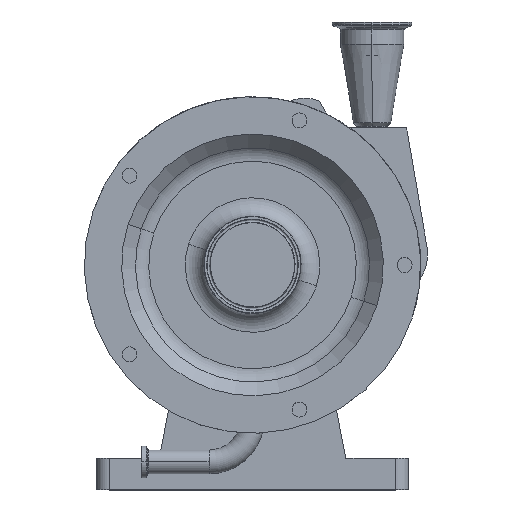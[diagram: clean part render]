
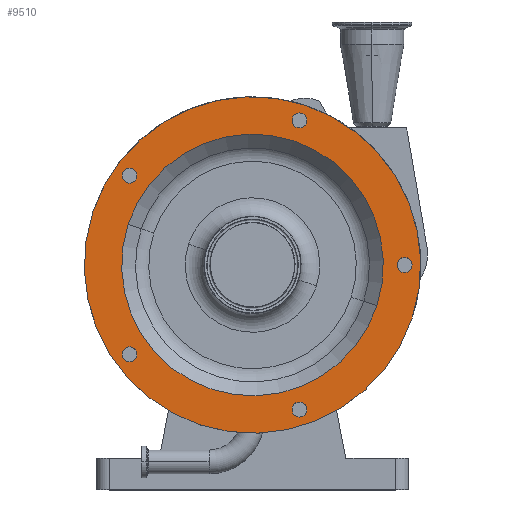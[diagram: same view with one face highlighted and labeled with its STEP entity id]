
A CAD part, top view. The second image highlights one B-rep face of the part: STEP entity #9510.
In plain terms, the highlighted planar face has unit normal (0, 0, 1).
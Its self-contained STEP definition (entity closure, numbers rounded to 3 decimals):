
#45 = EDGE_CURVE ( 'NONE', #7885, #7887, #8296, .T. ) ;
#602 = VERTEX_POINT ( 'NONE', #2676 ) ;
#753 = VERTEX_POINT ( 'NONE', #5018 ) ;
#773 = EDGE_CURVE ( 'NONE', #602, #753, #5038, .T. ) ;
#1613 = AXIS2_PLACEMENT_3D ( 'NONE', #1627, #1631, #1630 ) ;
#1614 = CIRCLE ( 'NONE', #1613, 6. ) ;
#1615 = CARTESIAN_POINT ( 'NONE',  ( -95.173, -76.564, 200. ) ) ;
#1627 = CARTESIAN_POINT ( 'NONE',  ( 122., 0., 200. ) ) ;
#1630 = DIRECTION ( 'NONE',  ( 0., -1., 0. ) ) ;
#1631 = DIRECTION ( 'NONE',  ( 0., 0., 1. ) ) ;
#2224 = AXIS2_PLACEMENT_3D ( 'NONE', #2231, #2238, #2272 ) ;
#2231 = CARTESIAN_POINT ( 'NONE',  ( -98.7, -71.71, 200. ) ) ;
#2238 = DIRECTION ( 'NONE',  ( 0., 0., 1. ) ) ;
#2239 = CIRCLE ( 'NONE', #2224, 6. ) ;
#2246 = CARTESIAN_POINT ( 'NONE',  ( -102.227, -66.856, 200. ) ) ;
#2270 = CARTESIAN_POINT ( 'NONE',  ( 122., 6., 200. ) ) ;
#2272 = DIRECTION ( 'NONE',  ( -0.588, 0.809, 0. ) ) ;
#2285 = CARTESIAN_POINT ( 'NONE',  ( 31.994, -117.883, 200. ) ) ;
#2297 = CARTESIAN_POINT ( 'NONE',  ( 122., -6., 200. ) ) ;
#2390 = AXIS2_PLACEMENT_3D ( 'NONE', #2408, #2409, #2407 ) ;
#2395 = CIRCLE ( 'NONE', #2390, 6. ) ;
#2407 = DIRECTION ( 'NONE',  ( 0.951, -0.309, 0. ) ) ;
#2408 = CARTESIAN_POINT ( 'NONE',  ( 37.7, 116.029, 200. ) ) ;
#2409 = DIRECTION ( 'NONE',  ( 0., 0., 1. ) ) ;
#2455 = CARTESIAN_POINT ( 'NONE',  ( -95.173, 76.564, 200. ) ) ;
#2485 = CARTESIAN_POINT ( 'NONE',  ( 43.406, -114.175, 200. ) ) ;
#2487 = DIRECTION ( 'NONE',  ( -0.951, -0.309, 0. ) ) ;
#2488 = DIRECTION ( 'NONE',  ( 0., 0., 1. ) ) ;
#2489 = CARTESIAN_POINT ( 'NONE',  ( 37.7, -116.029, 200. ) ) ;
#2490 = AXIS2_PLACEMENT_3D ( 'NONE', #2489, #2488, #2487 ) ;
#2500 = CIRCLE ( 'NONE', #2490, 6. ) ;
#2631 = CARTESIAN_POINT ( 'NONE',  ( 31.994, 117.883, 200. ) ) ;
#2644 = CARTESIAN_POINT ( 'NONE',  ( 43.406, 114.175, 200. ) ) ;
#2650 = CIRCLE ( 'NONE', #2687, 105. ) ;
#2676 = CARTESIAN_POINT ( 'NONE',  ( -99.861, 32.447, 200. ) ) ;
#2686 = CARTESIAN_POINT ( 'NONE',  ( 0., 0., 200. ) ) ;
#2687 = AXIS2_PLACEMENT_3D ( 'NONE', #2686, #2711, #2695 ) ;
#2695 = DIRECTION ( 'NONE',  ( 0.951, -0.309, 0. ) ) ;
#2711 = DIRECTION ( 'NONE',  ( 0., 0., 1. ) ) ;
#2733 = CARTESIAN_POINT ( 'NONE',  ( -102.227, 66.856, 200. ) ) ;
#3290 = DIRECTION ( 'NONE',  ( 0.588, 0.809, 0. ) ) ;
#3291 = DIRECTION ( 'NONE',  ( 0., 0., 1. ) ) ;
#3292 = AXIS2_PLACEMENT_3D ( 'NONE', #3301, #3291, #3290 ) ;
#3293 = CIRCLE ( 'NONE', #3292, 6. ) ;
#3301 = CARTESIAN_POINT ( 'NONE',  ( -98.7, 71.71, 200. ) ) ;
#4150 = AXIS2_PLACEMENT_3D ( 'NONE', #4201, #4200, #4199 ) ;
#4157 = CIRCLE ( 'NONE', #4150, 6. ) ;
#4183 = DIRECTION ( 'NONE',  ( 0., 0., -1. ) ) ;
#4184 = CARTESIAN_POINT ( 'NONE',  ( 12.052, 37.091, 200. ) ) ;
#4199 = DIRECTION ( 'NONE',  ( -0.588, 0.809, 0. ) ) ;
#4200 = DIRECTION ( 'NONE',  ( 0., 0., 1. ) ) ;
#4201 = CARTESIAN_POINT ( 'NONE',  ( -98.7, -71.71, 200. ) ) ;
#4214 = DIRECTION ( 'NONE',  ( 0., -1., 0. ) ) ;
#4215 = DIRECTION ( 'NONE',  ( 0., 0., 1. ) ) ;
#4216 = AXIS2_PLACEMENT_3D ( 'NONE', #4230, #4215, #4214 ) ;
#4220 = DIRECTION ( 'NONE',  ( -0.951, 0.309, 0. ) ) ;
#4223 = CIRCLE ( 'NONE', #4216, 6. ) ;
#4225 = PLANE ( 'NONE',  #4233 ) ;
#4226 = FACE_BOUND ( 'NONE', #9579, .T. ) ;
#4227 = FACE_OUTER_BOUND ( 'NONE', #9532, .T. ) ;
#4230 = CARTESIAN_POINT ( 'NONE',  ( 122., 0., 200. ) ) ;
#4231 = FACE_BOUND ( 'NONE', #9572, .T. ) ;
#4232 = FACE_BOUND ( 'NONE', #9567, .T. ) ;
#4233 = AXIS2_PLACEMENT_3D ( 'NONE', #4184, #4183, #4220 ) ;
#4235 = FACE_BOUND ( 'NONE', #9577, .T. ) ;
#4236 = FACE_BOUND ( 'NONE', #9571, .T. ) ;
#4242 = FACE_BOUND ( 'NONE', #9553, .T. ) ;
#4261 = DIRECTION ( 'NONE',  ( -0.951, -0.309, 0. ) ) ;
#4262 = DIRECTION ( 'NONE',  ( 0., 0., 1. ) ) ;
#4263 = CARTESIAN_POINT ( 'NONE',  ( 37.7, -116.029, 200. ) ) ;
#4264 = AXIS2_PLACEMENT_3D ( 'NONE', #4263, #4262, #4261 ) ;
#4265 = CIRCLE ( 'NONE', #4264, 6. ) ;
#4270 = CIRCLE ( 'NONE', #4325, 135. ) ;
#4289 = DIRECTION ( 'NONE',  ( 0.588, 0.809, 0. ) ) ;
#4290 = DIRECTION ( 'NONE',  ( 0., 0., 1. ) ) ;
#4291 = CARTESIAN_POINT ( 'NONE',  ( -98.7, 71.71, 200. ) ) ;
#4292 = AXIS2_PLACEMENT_3D ( 'NONE', #4291, #4290, #4289 ) ;
#4293 = CIRCLE ( 'NONE', #4292, 6. ) ;
#4322 = DIRECTION ( 'NONE',  ( 0.951, -0.309, 0. ) ) ;
#4323 = DIRECTION ( 'NONE',  ( 0., 0., 1. ) ) ;
#4324 = CARTESIAN_POINT ( 'NONE',  ( 0., 0., 200. ) ) ;
#4325 = AXIS2_PLACEMENT_3D ( 'NONE', #4324, #4323, #4322 ) ;
#4790 = EDGE_CURVE ( 'NONE', #4797, #4803, #5801, .T. ) ;
#4797 = VERTEX_POINT ( 'NONE', #5819 ) ;
#4803 = VERTEX_POINT ( 'NONE', #5825 ) ;
#5010 = CARTESIAN_POINT ( 'NONE',  ( 0., 0., 200. ) ) ;
#5012 = DIRECTION ( 'NONE',  ( 0., 0., 1. ) ) ;
#5015 = DIRECTION ( 'NONE',  ( 0.951, -0.309, 0. ) ) ;
#5018 = CARTESIAN_POINT ( 'NONE',  ( 99.861, -32.447, 200. ) ) ;
#5037 = AXIS2_PLACEMENT_3D ( 'NONE', #5010, #5012, #5015 ) ;
#5038 = CIRCLE ( 'NONE', #5037, 105. ) ;
#5790 = CARTESIAN_POINT ( 'NONE',  ( 0., 0., 200. ) ) ;
#5793 = DIRECTION ( 'NONE',  ( 0., 0., 1. ) ) ;
#5796 = DIRECTION ( 'NONE',  ( 0.951, -0.309, 0. ) ) ;
#5799 = AXIS2_PLACEMENT_3D ( 'NONE', #5790, #5793, #5796 ) ;
#5801 = CIRCLE ( 'NONE', #5799, 135. ) ;
#5819 = CARTESIAN_POINT ( 'NONE',  ( 128.393, -41.717, 200. ) ) ;
#5825 = CARTESIAN_POINT ( 'NONE',  ( -128.393, 41.717, 200. ) ) ;
#7602 = VERTEX_POINT ( 'NONE', #2246 ) ;
#7610 = EDGE_CURVE ( 'NONE', #7697, #7602, #2239, .T. ) ;
#7641 = VERTEX_POINT ( 'NONE', #2270 ) ;
#7644 = VERTEX_POINT ( 'NONE', #2297 ) ;
#7669 = VERTEX_POINT ( 'NONE', #2285 ) ;
#7697 = VERTEX_POINT ( 'NONE', #1615 ) ;
#7705 = EDGE_CURVE ( 'NONE', #7641, #7644, #1614, .T. ) ;
#7772 = VERTEX_POINT ( 'NONE', #2455 ) ;
#7783 = EDGE_CURVE ( 'NONE', #7785, #7669, #2500, .T. ) ;
#7785 = VERTEX_POINT ( 'NONE', #2485 ) ;
#7885 = VERTEX_POINT ( 'NONE', #2644 ) ;
#7887 = VERTEX_POINT ( 'NONE', #2631 ) ;
#7888 = EDGE_CURVE ( 'NONE', #7887, #7885, #2395, .T. ) ;
#7899 = VERTEX_POINT ( 'NONE', #2733 ) ;
#8095 = EDGE_CURVE ( 'NONE', #7899, #7772, #3293, .T. ) ;
#8266 = CARTESIAN_POINT ( 'NONE',  ( 37.7, 116.029, 200. ) ) ;
#8286 = DIRECTION ( 'NONE',  ( 0.951, -0.309, 0. ) ) ;
#8287 = DIRECTION ( 'NONE',  ( 0., 0., 1. ) ) ;
#8288 = AXIS2_PLACEMENT_3D ( 'NONE', #8266, #8287, #8286 ) ;
#8296 = CIRCLE ( 'NONE', #8288, 6. ) ;
#9486 = EDGE_CURVE ( 'NONE', #7602, #7697, #4157, .T. ) ;
#9510 = ADVANCED_FACE ( 'NONE', ( #4236, #4235, #4232, #4231, #4242, #4227, #4226 ), #4225, .F. ) ;
#9513 = EDGE_CURVE ( 'NONE', #7644, #7641, #4223, .T. ) ;
#9523 = EDGE_CURVE ( 'NONE', #7669, #7785, #4265, .T. ) ;
#9532 = EDGE_LOOP ( 'NONE', ( #9594, #9601 ) ) ;
#9535 = EDGE_CURVE ( 'NONE', #753, #602, #2650, .T. ) ;
#9543 = EDGE_CURVE ( 'NONE', #7772, #7899, #4293, .T. ) ;
#9551 = ORIENTED_EDGE ( 'NONE', *, *, #7610, .F. ) ;
#9553 = EDGE_LOOP ( 'NONE', ( #9559, #9569 ) ) ;
#9554 = ORIENTED_EDGE ( 'NONE', *, *, #9513, .F. ) ;
#9558 = ORIENTED_EDGE ( 'NONE', *, *, #9523, .F. ) ;
#9559 = ORIENTED_EDGE ( 'NONE', *, *, #45, .F. ) ;
#9563 = ORIENTED_EDGE ( 'NONE', *, *, #9486, .F. ) ;
#9564 = ORIENTED_EDGE ( 'NONE', *, *, #9543, .F. ) ;
#9566 = ORIENTED_EDGE ( 'NONE', *, *, #7705, .F. ) ;
#9567 = EDGE_LOOP ( 'NONE', ( #9563, #9551 ) ) ;
#9569 = ORIENTED_EDGE ( 'NONE', *, *, #7888, .F. ) ;
#9570 = ORIENTED_EDGE ( 'NONE', *, *, #8095, .F. ) ;
#9571 = EDGE_LOOP ( 'NONE', ( #9554, #9566 ) ) ;
#9572 = EDGE_LOOP ( 'NONE', ( #9564, #9570 ) ) ;
#9574 = ORIENTED_EDGE ( 'NONE', *, *, #7783, .F. ) ;
#9577 = EDGE_LOOP ( 'NONE', ( #9558, #9574 ) ) ;
#9579 = EDGE_LOOP ( 'NONE', ( #9581, #9595 ) ) ;
#9581 = ORIENTED_EDGE ( 'NONE', *, *, #9535, .F. ) ;
#9585 = EDGE_CURVE ( 'NONE', #4803, #4797, #4270, .T. ) ;
#9594 = ORIENTED_EDGE ( 'NONE', *, *, #4790, .T. ) ;
#9595 = ORIENTED_EDGE ( 'NONE', *, *, #773, .F. ) ;
#9601 = ORIENTED_EDGE ( 'NONE', *, *, #9585, .T. ) ;
